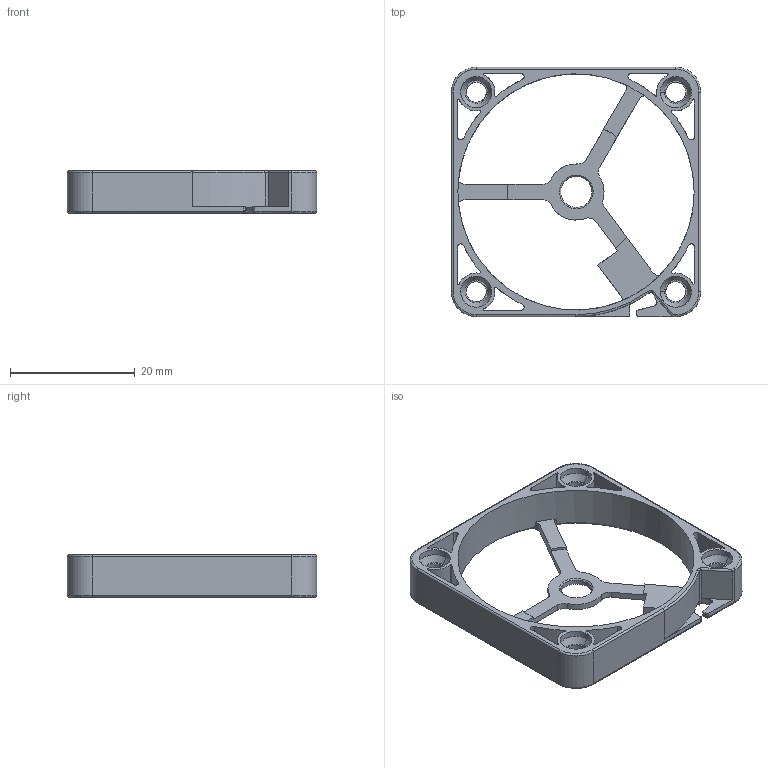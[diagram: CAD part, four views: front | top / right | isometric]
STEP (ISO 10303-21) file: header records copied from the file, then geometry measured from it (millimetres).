
FILE_DESCRIPTION (( 'STEP AP203' ), '1' );
FILE_NAME ('OD4006_m1_frame.stp', '2023-07-13T13:46:49', ( '' ), ( '' ), 'SwSTEP 2.0', 'SolidWorks 2018', '' );
FILE_SCHEMA (( 'CONFIG_CONTROL_DESIGN' ));
Length unit declared in the file: millimetre
Products named in the file (1): OD4006_m1_frame
Bounding box: 40 x 40.01 x 6.8 mm (x, y, z)
Volume: 2293.2 mm3; surface area: 4066.3 mm2
Topology: 1 solids, 1 shells, 172 faces, 469 edges, 300 vertices
Faces by surface type: bspline 133, plane 39
Entity records: 6717 total; most frequent: CARTESIAN_POINT 3681, ORIENTED_EDGE 938, EDGE_CURVE 469, VERTEX_POINT 300, B_SPLINE_CURVE_WITH_KNOTS 240, EDGE_LOOP 203, DIRECTION 179, FACE_OUTER_BOUND 172
